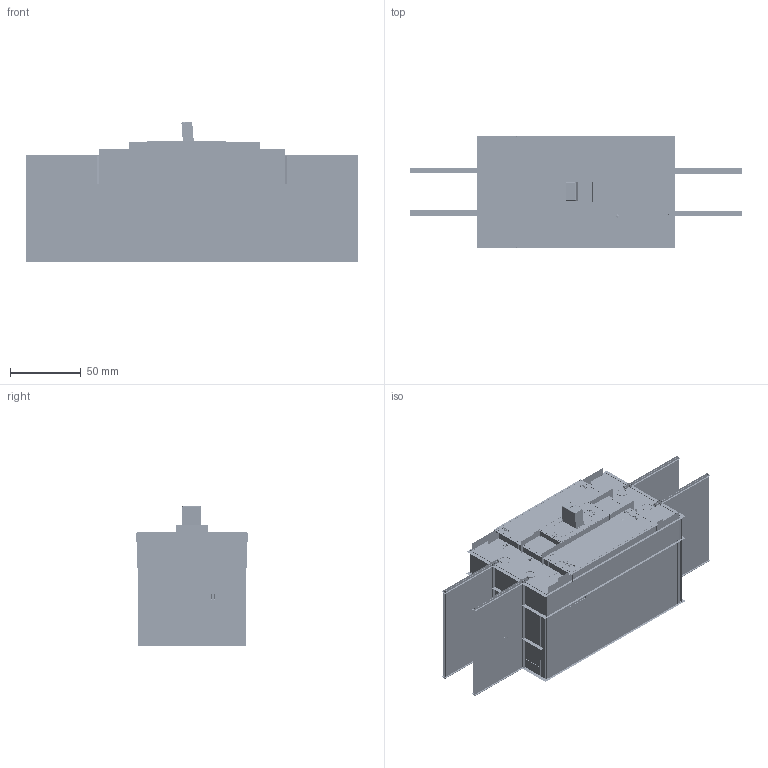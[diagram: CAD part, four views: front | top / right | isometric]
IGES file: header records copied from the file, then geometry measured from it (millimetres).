
Start section:  PTC IGES file: 2-h-chengpin-1_asm.igs
Global section: file name: 2-h-chengpin-1_asm.igs; native system: Pro/ENGINEER by Parametric Technology Corporation; preprocessor: 2007090; author: diaozj; organization: Unknown; date: 20140329.101139; units: millimetre
Bounding box: 235.12 x 79.04 x 99.49 mm (x, y, z)
Surface area: 2157669.4 mm2 (no closed solid volume)
Topology: 0 solids, 0 shells, 17340 faces, 261080 edges, 337830 vertices
Faces by surface type: bspline 12724, revolution 4616
